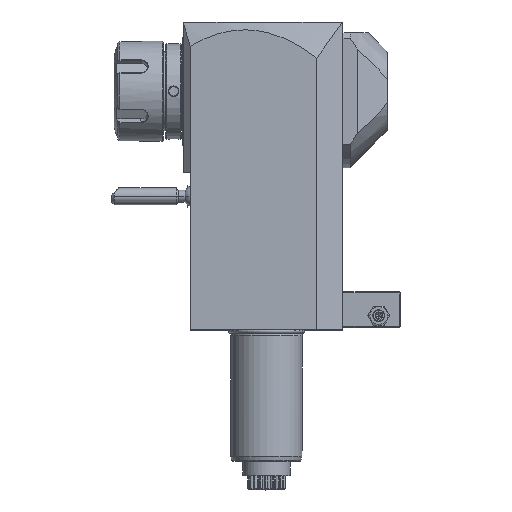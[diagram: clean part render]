
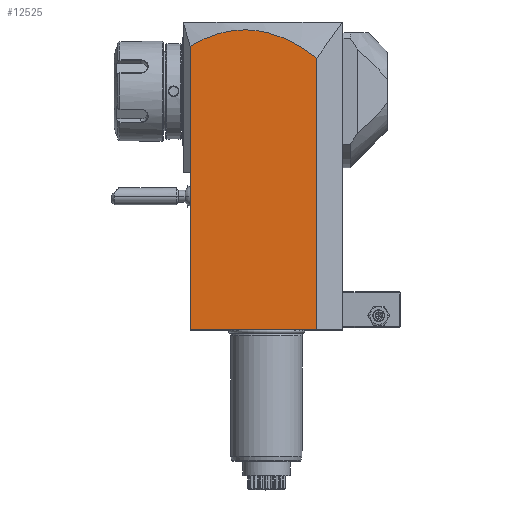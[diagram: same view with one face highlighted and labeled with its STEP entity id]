
A CAD part, top view. The second image highlights one B-rep face of the part: STEP entity #12525.
In plain terms, the highlighted planar face has unit normal (0, 0, 1).
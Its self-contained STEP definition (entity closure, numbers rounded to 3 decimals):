
#13=DIRECTION('',(-1.,0.,0.));
#14=VECTOR('',#13,53.);
#15=CARTESIAN_POINT('',(21.,0.,32.));
#16=LINE('',#15,#14);
#282=DIRECTION('',(0.,-1.,0.));
#283=VECTOR('',#282,66.);
#284=CARTESIAN_POINT('',(-32.,66.,32.));
#285=LINE('',#284,#283);
#286=DIRECTION('',(0.,-1.,0.));
#287=VECTOR('',#286,52.883);
#288=CARTESIAN_POINT('',(-32.,118.883,32.));
#289=LINE('',#288,#287);
#290=CARTESIAN_POINT('',(21.,113.907,32.));
#291=CARTESIAN_POINT('',(16.774,117.25,32.));
#292=CARTESIAN_POINT('',(8.233,122.551,32.));
#293=CARTESIAN_POINT('',(-2.677,125.613,32.));
#294=CARTESIAN_POINT('',(-11.551,125.816,32.));
#295=CARTESIAN_POINT('',(-18.282,124.806,32.));
#296=CARTESIAN_POINT('',(-25.093,122.588,32.));
#297=CARTESIAN_POINT('',(-29.688,120.266,32.));
#298=CARTESIAN_POINT('',(-32.,118.883,32.));
#300=DIRECTION('',(0.,1.,0.));
#301=VECTOR('',#300,113.907);
#302=CARTESIAN_POINT('',(21.,0.,32.));
#303=LINE('',#302,#301);
#11577=VERTEX_POINT('',#290);
#11578=VERTEX_POINT('',#298);
#11917=CARTESIAN_POINT('',(21.,0.,32.));
#11918=VERTEX_POINT('',#11917);
#11919=CARTESIAN_POINT('',(-32.,0.,32.));
#11920=VERTEX_POINT('',#11919);
#12261=CARTESIAN_POINT('',(-32.,66.,32.));
#12262=VERTEX_POINT('',#12261);
#12511=CARTESIAN_POINT('',(-35.103,66.,32.));
#12512=DIRECTION('',(0.,0.,1.));
#12513=DIRECTION('',(1.,0.,0.));
#12514=AXIS2_PLACEMENT_3D('',#12511,#12512,#12513);
#12515=PLANE('',#12514);
#12517=ORIENTED_EDGE('',*,*,#12516,.F.);
#12518=ORIENTED_EDGE('',*,*,#12286,.T.);
#12519=ORIENTED_EDGE('',*,*,#12496,.F.);
#12520=ORIENTED_EDGE('',*,*,#12472,.F.);
#12522=ORIENTED_EDGE('',*,*,#12521,.F.);
#12523=EDGE_LOOP('',(#12517,#12518,#12519,#12520,#12522));
#12524=FACE_OUTER_BOUND('',#12523,.F.);
#299=B_SPLINE_CURVE_WITH_KNOTS('',3,(#290,#291,#292,#293,#294,#295,#296,#297,
#298),.UNSPECIFIED.,.F.,.F.,(4,1,1,1,1,1,4),(0.,0.25,0.5,0.625,0.75,
0.875,1.),.UNSPECIFIED.);
#12286=EDGE_CURVE('',#11918,#11920,#16,.T.);
#12472=EDGE_CURVE('',#11578,#12262,#289,.T.);
#12496=EDGE_CURVE('',#12262,#11920,#285,.T.);
#12516=EDGE_CURVE('',#11918,#11577,#303,.T.);
#12521=EDGE_CURVE('',#11577,#11578,#299,.T.);
#12525=ADVANCED_FACE('',(#12524),#12515,.T.);
